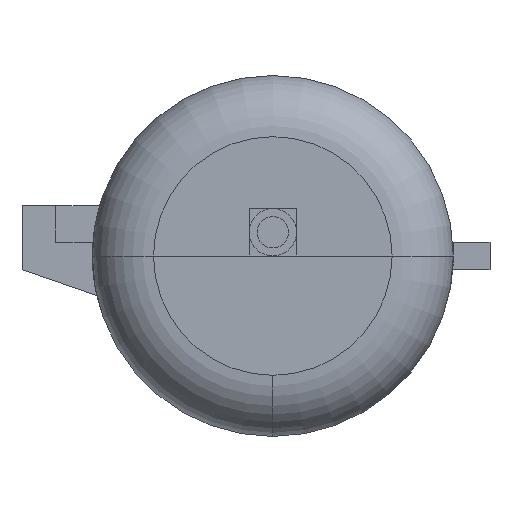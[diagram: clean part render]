
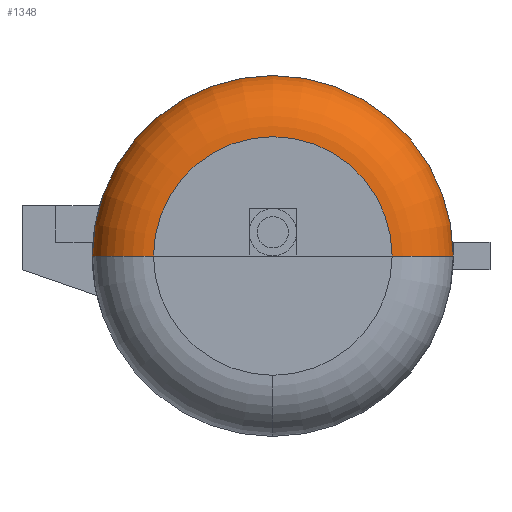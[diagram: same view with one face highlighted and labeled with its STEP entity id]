
A CAD part, left-side view. The second image highlights one B-rep face of the part: STEP entity #1348.
In plain terms, the highlighted toroidal (fillet/blend) face has major radius 3.9 mm and minor radius 2 mm.
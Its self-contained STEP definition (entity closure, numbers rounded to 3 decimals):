
#13 = DIRECTION ( 'NONE',  ( 1., 0., 0. ) ) ;
#43 = AXIS2_PLACEMENT_3D ( 'NONE', #240, #1274, #1431 ) ;
#200 = VERTEX_POINT ( 'NONE', #697 ) ;
#209 = EDGE_CURVE ( 'NONE', #1029, #200, #1306, .T. ) ;
#240 = CARTESIAN_POINT ( 'NONE',  ( 2., 0., 0. ) ) ;
#290 = CARTESIAN_POINT ( 'NONE',  ( 2., -3.9, 0. ) ) ;
#330 = EDGE_CURVE ( 'NONE', #1095, #1695, #1592, .T. ) ;
#397 = ORIENTED_EDGE ( 'NONE', *, *, #209, .F. ) ;
#426 = CARTESIAN_POINT ( 'NONE',  ( 0., 0., 0. ) ) ;
#478 = AXIS2_PLACEMENT_3D ( 'NONE', #1776, #894, #1789 ) ;
#605 = CARTESIAN_POINT ( 'NONE',  ( 2., 0., 0. ) ) ;
#697 = CARTESIAN_POINT ( 'NONE',  ( 2., 0., 5.9 ) ) ;
#869 = VERTEX_POINT ( 'NONE', #1481 ) ;
#890 = ORIENTED_EDGE ( 'NONE', *, *, #1326, .F. ) ;
#894 = DIRECTION ( 'NONE',  ( 1., 0., 0. ) ) ;
#899 = CARTESIAN_POINT ( 'NONE',  ( 2., 3.9, 0. ) ) ;
#942 = CIRCLE ( 'NONE', #1616, 2. ) ;
#990 = CARTESIAN_POINT ( 'NONE',  ( 0., 3.9, 0. ) ) ;
#1029 = VERTEX_POINT ( 'NONE', #1081 ) ;
#1053 = ORIENTED_EDGE ( 'NONE', *, *, #1847, .F. ) ;
#1081 = CARTESIAN_POINT ( 'NONE',  ( 2., 5.9, 0. ) ) ;
#1084 = CIRCLE ( 'NONE', #1515, 5.9 ) ;
#1093 = CARTESIAN_POINT ( 'NONE',  ( 0., -3.9, 0. ) ) ;
#1095 = VERTEX_POINT ( 'NONE', #1093 ) ;
#1212 = ORIENTED_EDGE ( 'NONE', *, *, #330, .F. ) ;
#1274 = DIRECTION ( 'NONE',  ( 1., 0., 0. ) ) ;
#1287 = EDGE_LOOP ( 'NONE', ( #890, #1053, #397, #1439, #1212 ) ) ;
#1306 = CIRCLE ( 'NONE', #43, 5.9 ) ;
#1326 = EDGE_CURVE ( 'NONE', #869, #1095, #1841, .T. ) ;
#1327 = DIRECTION ( 'NONE',  ( -1., 0., 0. ) ) ;
#1347 = DIRECTION ( 'NONE',  ( 1., 0., 0. ) ) ;
#1348 = ADVANCED_FACE ( 'NONE', ( #1909 ), #1886, .T. ) ;
#1359 = DIRECTION ( 'NONE',  ( 0., 0., -1. ) ) ;
#1431 = DIRECTION ( 'NONE',  ( 0., 0., -1. ) ) ;
#1439 = ORIENTED_EDGE ( 'NONE', *, *, #1869, .F. ) ;
#1481 = CARTESIAN_POINT ( 'NONE',  ( 2., -5.9, 0. ) ) ;
#1489 = DIRECTION ( 'NONE',  ( 0., 0., -1. ) ) ;
#1515 = AXIS2_PLACEMENT_3D ( 'NONE', #605, #1638, #1359 ) ;
#1592 = CIRCLE ( 'NONE', #1749, 3.9 ) ;
#1616 = AXIS2_PLACEMENT_3D ( 'NONE', #899, #1489, #13 ) ;
#1633 = DIRECTION ( 'NONE',  ( 0., 0., -1. ) ) ;
#1638 = DIRECTION ( 'NONE',  ( 1., 0., 0. ) ) ;
#1695 = VERTEX_POINT ( 'NONE', #990 ) ;
#1749 = AXIS2_PLACEMENT_3D ( 'NONE', #426, #1327, #1926 ) ;
#1776 = CARTESIAN_POINT ( 'NONE',  ( 2., 0., 0. ) ) ;
#1789 = DIRECTION ( 'NONE',  ( 0., 0., -1. ) ) ;
#1823 = AXIS2_PLACEMENT_3D ( 'NONE', #290, #1633, #1347 ) ;
#1841 = CIRCLE ( 'NONE', #1823, 2. ) ;
#1847 = EDGE_CURVE ( 'NONE', #200, #869, #1084, .T. ) ;
#1869 = EDGE_CURVE ( 'NONE', #1695, #1029, #942, .T. ) ;
#1886 = TOROIDAL_SURFACE ( 'NONE', #478, 3.9, 2. ) ;
#1909 = FACE_OUTER_BOUND ( 'NONE', #1287, .T. ) ;
#1926 = DIRECTION ( 'NONE',  ( 0., 0., -1. ) ) ;
